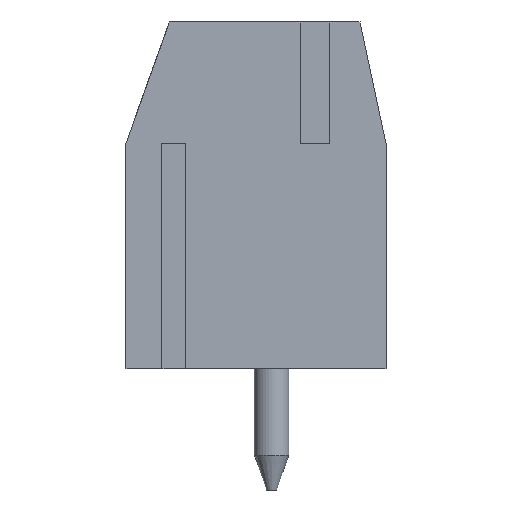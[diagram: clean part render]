
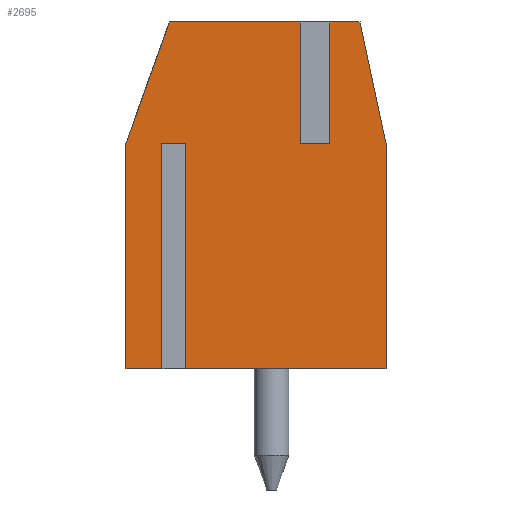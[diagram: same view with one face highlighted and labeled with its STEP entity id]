
A CAD part, left-side view. The second image highlights one B-rep face of the part: STEP entity #2695.
In plain terms, the highlighted planar face has unit normal (-1, 0, 0).
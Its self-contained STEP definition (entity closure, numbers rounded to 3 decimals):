
#368=ORIENTED_EDGE('',*,*,#1098,.F.);
#369=ORIENTED_EDGE('',*,*,#1099,.F.);
#370=ORIENTED_EDGE('',*,*,#1100,.T.);
#371=ORIENTED_EDGE('',*,*,#950,.T.);
#372=ORIENTED_EDGE('',*,*,#984,.T.);
#373=ORIENTED_EDGE('',*,*,#1097,.T.);
#374=ORIENTED_EDGE('',*,*,#1012,.T.);
#375=ORIENTED_EDGE('',*,*,#1101,.F.);
#376=ORIENTED_EDGE('',*,*,#1102,.F.);
#377=ORIENTED_EDGE('',*,*,#1103,.T.);
#378=ORIENTED_EDGE('',*,*,#1026,.T.);
#379=ORIENTED_EDGE('',*,*,#1010,.T.);
#380=ORIENTED_EDGE('',*,*,#1104,.T.);
#381=ORIENTED_EDGE('',*,*,#954,.T.);
#950=EDGE_CURVE('',#1334,#1333,#1591,.T.);
#954=EDGE_CURVE('',#1338,#1337,#1595,.T.);
#984=EDGE_CURVE('',#1333,#1361,#1617,.F.);
#1010=EDGE_CURVE('',#1363,#1385,#1643,.T.);
#1012=EDGE_CURVE('',#1388,#1386,#1645,.T.);
#1026=EDGE_CURVE('',#1397,#1363,#1656,.T.);
#1097=EDGE_CURVE('',#1361,#1388,#1714,.T.);
#1098=EDGE_CURVE('',#1445,#1337,#1715,.T.);
#1099=EDGE_CURVE('',#1446,#1445,#1716,.T.);
#1100=EDGE_CURVE('',#1446,#1334,#1717,.T.);
#1101=EDGE_CURVE('',#1447,#1386,#1718,.T.);
#1102=EDGE_CURVE('',#1448,#1447,#1719,.T.);
#1103=EDGE_CURVE('',#1448,#1397,#1720,.T.);
#1104=EDGE_CURVE('',#1385,#1338,#1721,.F.);
#1333=VERTEX_POINT('',#4082);
#1334=VERTEX_POINT('',#4084);
#1337=VERTEX_POINT('',#4090);
#1338=VERTEX_POINT('',#4092);
#1361=VERTEX_POINT('',#4146);
#1363=VERTEX_POINT('',#4151);
#1385=VERTEX_POINT('',#4197);
#1386=VERTEX_POINT('',#4201);
#1388=VERTEX_POINT('',#4204);
#1397=VERTEX_POINT('',#4227);
#1445=VERTEX_POINT('',#4363);
#1446=VERTEX_POINT('',#4365);
#1447=VERTEX_POINT('',#4368);
#1448=VERTEX_POINT('',#4370);
#1591=LINE('',#4083,#1895);
#1595=LINE('',#4091,#1899);
#1617=LINE('',#4147,#1921);
#1643=LINE('',#4198,#1947);
#1645=LINE('',#4203,#1949);
#1656=LINE('',#4226,#1960);
#1714=LINE('',#4360,#2018);
#1715=LINE('',#4362,#2019);
#1716=LINE('',#4364,#2020);
#1717=LINE('',#4366,#2021);
#1718=LINE('',#4367,#2022);
#1719=LINE('',#4369,#2023);
#1720=LINE('',#4371,#2024);
#1721=LINE('',#4372,#2025);
#1895=VECTOR('',#3299,1000.);
#1899=VECTOR('',#3303,1000.);
#1921=VECTOR('',#3345,1000.);
#1947=VECTOR('',#3373,1000.);
#1949=VECTOR('',#3377,1000.);
#1960=VECTOR('',#3394,1000.);
#2018=VECTOR('',#3508,1000.);
#2019=VECTOR('',#3511,1000.);
#2020=VECTOR('',#3512,1000.);
#2021=VECTOR('',#3513,1000.);
#2022=VECTOR('',#3514,1000.);
#2023=VECTOR('',#3515,1000.);
#2024=VECTOR('',#3516,1000.);
#2025=VECTOR('',#3517,1000.);
#2212=EDGE_LOOP('',(#368,#369,#370,#371,#372,#373,#374,#375,#376,#377,#378,
#379,#380,#381));
#2402=FACE_BOUND('',#2212,.T.);
#2581=PLANE('',#3085);
#2695=ADVANCED_FACE('',(#2402),#2581,.T.);
#3085=AXIS2_PLACEMENT_3D('',#4361,#3509,#3510);
#3299=DIRECTION('',(0.,1.,0.));
#3303=DIRECTION('',(0.,1.,0.));
#3345=DIRECTION('',(0.,-0.336,0.942));
#3373=DIRECTION('',(0.,0.,1.));
#3377=DIRECTION('',(0.,-1.,0.));
#3394=DIRECTION('',(0.,-1.,0.));
#3508=DIRECTION('',(0.,0.,-1.));
#3509=DIRECTION('',(-1.,0.,0.));
#3510=DIRECTION('',(0.,0.,1.));
#3511=DIRECTION('',(0.,0.,1.));
#3512=DIRECTION('',(0.,-1.,0.));
#3513=DIRECTION('',(0.,0.,1.));
#3514=DIRECTION('',(0.,0.,-1.));
#3515=DIRECTION('',(0.,1.,0.));
#3516=DIRECTION('',(0.,0.,-1.));
#3517=DIRECTION('',(0.,-0.21,-0.978));
#4082=CARTESIAN_POINT('',(-7.5,2.5,5.));
#4083=CARTESIAN_POINT('',(-7.5,-3.75,5.));
#4084=CARTESIAN_POINT('',(-7.5,-1.35,5.));
#4090=CARTESIAN_POINT('',(-7.5,-2.05,5.));
#4091=CARTESIAN_POINT('',(-7.5,-3.75,5.));
#4092=CARTESIAN_POINT('',(-7.5,-3.,5.));
#4146=CARTESIAN_POINT('',(-7.5,3.75,1.5));
#4147=CARTESIAN_POINT('',(-7.5,3.801,1.357));
#4151=CARTESIAN_POINT('',(-7.5,-3.75,-5.));
#4197=CARTESIAN_POINT('',(-7.5,-3.75,1.5));
#4198=CARTESIAN_POINT('',(-7.5,-3.75,-5.));
#4201=CARTESIAN_POINT('',(-7.5,2.725,-5.));
#4203=CARTESIAN_POINT('',(-7.5,3.75,-5.));
#4204=CARTESIAN_POINT('',(-7.5,3.75,-5.));
#4226=CARTESIAN_POINT('',(-7.5,3.75,-5.));
#4227=CARTESIAN_POINT('',(-7.5,2.025,-5.));
#4360=CARTESIAN_POINT('',(-7.5,3.75,5.));
#4361=CARTESIAN_POINT('',(-7.5,0.,0.));
#4362=CARTESIAN_POINT('',(-7.5,-2.05,1.5));
#4363=CARTESIAN_POINT('',(-7.5,-2.05,1.5));
#4364=CARTESIAN_POINT('',(-7.5,-1.35,1.5));
#4365=CARTESIAN_POINT('',(-7.5,-1.35,1.5));
#4366=CARTESIAN_POINT('',(-7.5,-1.35,1.5));
#4367=CARTESIAN_POINT('',(-7.5,2.725,1.5));
#4368=CARTESIAN_POINT('',(-7.5,2.725,1.5));
#4369=CARTESIAN_POINT('',(-7.5,2.025,1.5));
#4370=CARTESIAN_POINT('',(-7.5,2.025,1.5));
#4371=CARTESIAN_POINT('',(-7.5,2.025,1.5));
#4372=CARTESIAN_POINT('',(-7.5,-3.893,0.834));
